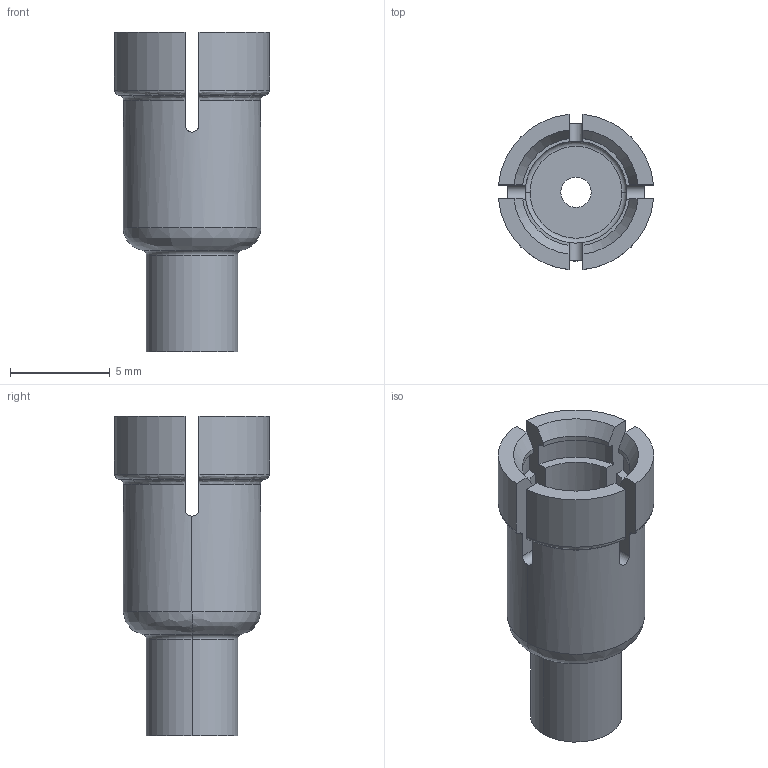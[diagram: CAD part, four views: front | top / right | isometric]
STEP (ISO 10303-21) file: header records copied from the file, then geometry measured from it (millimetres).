
FILE_DESCRIPTION (( 'STEP AP203' ), '1' );
FILE_NAME ('THR 5 22_Rev001.STEP', '2017-02-14T16:00:50', ( '' ), ( '' ), 'SwSTEP 2.0', 'SolidWorks 2016', '' );
FILE_SCHEMA (( 'CONFIG_CONTROL_DESIGN' ));
Length unit declared in the file: inch
Products named in the file (1): THR 5 22_Rev001
Bounding box: 7.77 x 7.77 x 16 mm (x, y, z)
Volume: 261.4 mm3; surface area: 612.5 mm2
Topology: 1 solids, 1 shells, 73 faces, 196 edges, 126 vertices
Faces by surface type: cylinder 26, plane 23, bspline 10, torus 10, cone 4
Entity records: 2645 total; most frequent: CARTESIAN_POINT 786, ORIENTED_EDGE 392, DIRECTION 358, EDGE_CURVE 196, AXIS2_PLACEMENT_3D 138, VERTEX_POINT 126, VECTOR 82, LINE 82
